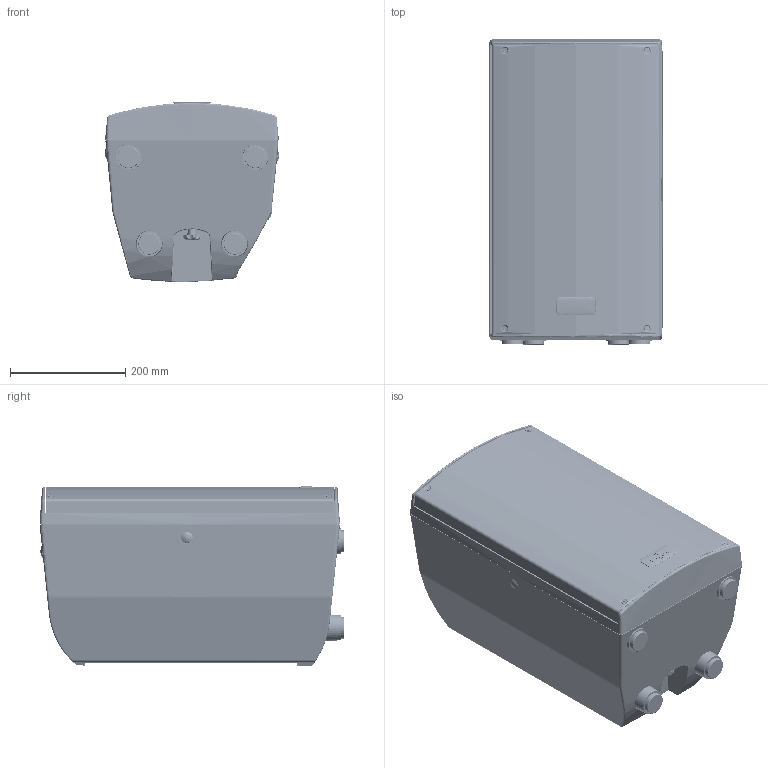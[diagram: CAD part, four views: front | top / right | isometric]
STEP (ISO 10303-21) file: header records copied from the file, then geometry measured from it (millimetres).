
FILE_DESCRIPTION (( 'STEP AP214' ), '1' );
FILE_NAME ('TRE-1001.STEP', '2022-05-13T11:40:08', ( '' ), ( '' ), 'SwSTEP 2.0', 'SolidWorks 2019', '' );
FILE_SCHEMA (( 'AUTOMOTIVE_DESIGN' ));
Length unit declared in the file: millimetre
Products named in the file (1): TRE-1001
Bounding box: 302.36 x 528.8 x 311.95 mm (x, y, z)
Volume: 31688517.8 mm3; surface area: 1765012.9 mm2
Topology: 82 solids, 82 shells, 7002 faces, 18570 edges, 11695 vertices
Faces by surface type: plane 2648, cylinder 1860, bspline 1256, torus 690, cone 431, sphere 117
Entity records: 453704 total; most frequent: CARTESIAN_POINT 218129, ORIENTED_EDGE 36618, DIRECTION 27398, EDGE_CURVE 18309, VERTEX_POINT 11653, AXIS2_PLACEMENT_3D 10010, EDGE_LOOP 7428, VECTOR 7378
